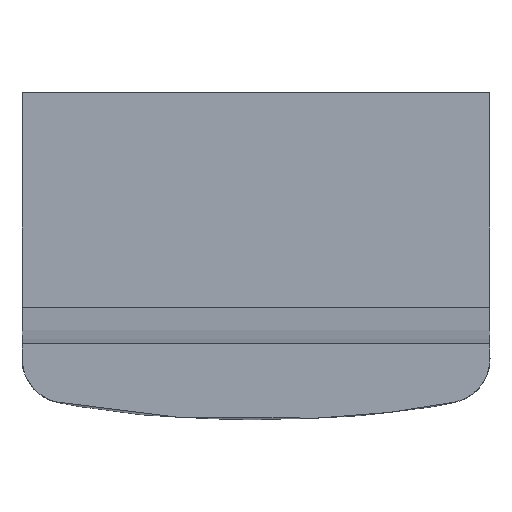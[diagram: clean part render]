
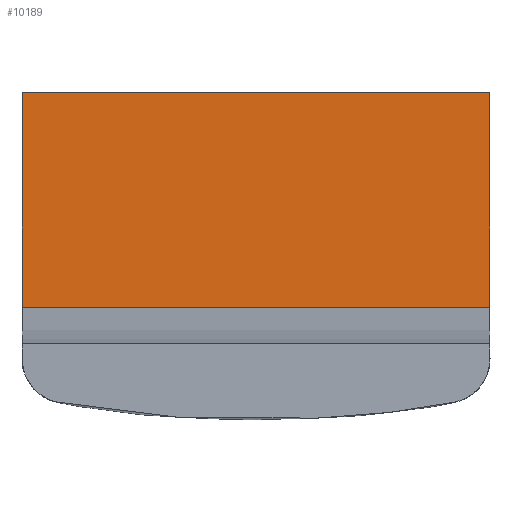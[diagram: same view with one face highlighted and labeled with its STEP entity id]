
A CAD part, front view. The second image highlights one B-rep face of the part: STEP entity #10189.
In plain terms, the highlighted free-form (B-spline) face has degree [1, 1] with [2, 2] control points.
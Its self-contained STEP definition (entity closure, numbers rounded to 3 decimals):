
#255 = CARTESIAN_POINT ( 'NONE',  ( 1050., 2918.248, 385.213 ) ) ;
#316 = CARTESIAN_POINT ( 'NONE',  ( -1050., 2918.248, 1028.345 ) ) ;
#884 = B_SPLINE_CURVE_WITH_KNOTS ( 'NONE', 3,
 ( #3824, #8509, #11511, #6618 ),
 .UNSPECIFIED., .F., .F.,
 ( 4, 4 ),
 ( 0., 1. ),
 .UNSPECIFIED. ) ;
#1843 = VERTEX_POINT ( 'NONE', #8902 ) ;
#2264 = CARTESIAN_POINT ( 'NONE',  ( -1550.738, 2918.248, 867.562 ) ) ;
#3287 = EDGE_LOOP ( 'NONE', ( #8670, #6461, #5548, #11613 ) ) ;
#3502 = EDGE_CURVE ( 'NONE', #5808, #1843, #11585, .T. ) ;
#3824 = CARTESIAN_POINT ( 'NONE',  ( 1050., 2918.248, 1349.912 ) ) ;
#3827 = EDGE_CURVE ( 'NONE', #1843, #6523, #884, .T. ) ;
#4210 = CARTESIAN_POINT ( 'NONE',  ( -1050., 2918.248, 706.779 ) ) ;
#4339 = CARTESIAN_POINT ( 'NONE',  ( -1050., 2918.248, 1349.912 ) ) ;
#4536 = CARTESIAN_POINT ( 'NONE',  ( 1050., 2918.248, 1349.912 ) ) ;
#4898 = B_SPLINE_CURVE_WITH_KNOTS ( 'NONE', 1,
 ( #255, #10262 ),
 .UNSPECIFIED., .F., .F.,
 ( 2, 2 ),
 ( -1., 0. ),
 .UNSPECIFIED. ) ;
#5082 = EDGE_CURVE ( 'NONE', #6523, #7434, #4898, .T. ) ;
#5410 = EDGE_CURVE ( 'NONE', #5808, #7434, #10172, .T. ) ;
#5548 = ORIENTED_EDGE ( 'NONE', *, *, #5082, .F. ) ;
#5808 = VERTEX_POINT ( 'NONE', #4339 ) ;
#5966 = FACE_OUTER_BOUND ( 'NONE', #3287, .T. ) ;
#6225 = CARTESIAN_POINT ( 'NONE',  ( 1550.738, 2918.248, 867.562 ) ) ;
#6461 = ORIENTED_EDGE ( 'NONE', *, *, #5410, .T. ) ;
#6523 = VERTEX_POINT ( 'NONE', #6962 ) ;
#6551 = CARTESIAN_POINT ( 'NONE',  ( -350., 2918.248, 1349.912 ) ) ;
#6618 = CARTESIAN_POINT ( 'NONE',  ( 1050., 2918.248, 385.213 ) ) ;
#6962 = CARTESIAN_POINT ( 'NONE',  ( 1050., 2918.248, 385.213 ) ) ;
#7326 = CARTESIAN_POINT ( 'NONE',  ( -1050., 2918.248, 385.213 ) ) ;
#7434 = VERTEX_POINT ( 'NONE', #7326 ) ;
#7720 = CARTESIAN_POINT ( 'NONE',  ( -1050., 2918.248, 1349.912 ) ) ;
#7976 = CARTESIAN_POINT ( 'NONE',  ( 0., 2918.248, 2418.3 ) ) ;
#8179 = CARTESIAN_POINT ( 'NONE',  ( -1050., 2918.248, 385.213 ) ) ;
#8509 = CARTESIAN_POINT ( 'NONE',  ( 1050., 2918.248, 1028.345 ) ) ;
#8670 = ORIENTED_EDGE ( 'NONE', *, *, #3502, .F. ) ;
#8902 = CARTESIAN_POINT ( 'NONE',  ( 1050., 2918.248, 1349.912 ) ) ;
#9211 = CARTESIAN_POINT ( 'NONE',  ( -1050., 2918.248, 1349.912 ) ) ;
#9611 = CARTESIAN_POINT ( 'NONE',  ( 350., 2918.248, 1349.912 ) ) ;
#10131 = CARTESIAN_POINT ( 'NONE',  ( 0., 2918.248, -683.176 ) ) ;
#10172 = B_SPLINE_CURVE_WITH_KNOTS ( 'NONE', 3,
 ( #9211, #316, #4210, #8179 ),
 .UNSPECIFIED., .F., .F.,
 ( 4, 4 ),
 ( 0., 1. ),
 .UNSPECIFIED. ) ;
#10189 = ADVANCED_FACE ( 'NONE', ( #5966 ), #12115, .F. ) ;
#10262 = CARTESIAN_POINT ( 'NONE',  ( -1050., 2918.248, 385.213 ) ) ;
#11511 = CARTESIAN_POINT ( 'NONE',  ( 1050., 2918.248, 706.779 ) ) ;
#11585 = B_SPLINE_CURVE_WITH_KNOTS ( 'NONE', 3,
 ( #7720, #6551, #9611, #4536 ),
 .UNSPECIFIED., .F., .F.,
 ( 4, 4 ),
 ( 0., 1. ),
 .UNSPECIFIED. ) ;
#11613 = ORIENTED_EDGE ( 'NONE', *, *, #3827, .F. ) ;
#12115 = B_SPLINE_SURFACE_WITH_KNOTS ( 'NONE', 1, 1, ( 
 ( #2264, #10131 ),
 ( #7976, #6225 ) ),
 .UNSPECIFIED., .F., .F., .F.,
 ( 2, 2 ),
 ( 2, 2 ),
 ( 0., 1. ),
 ( 0., 1. ),
 .UNSPECIFIED. ) ;
